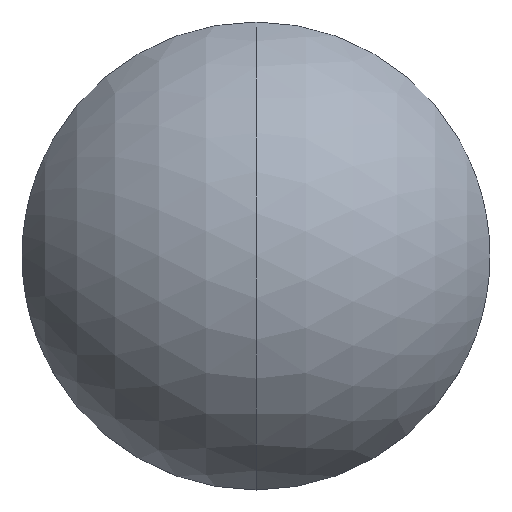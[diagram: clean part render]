
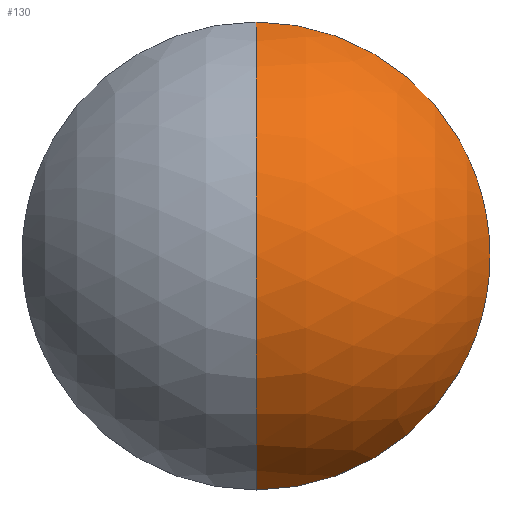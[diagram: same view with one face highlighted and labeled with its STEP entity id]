
A CAD part, top view. The second image highlights one B-rep face of the part: STEP entity #130.
In plain terms, the highlighted spherical face has radius 13.701 mm.
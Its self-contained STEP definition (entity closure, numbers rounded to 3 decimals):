
#2 = SPHERICAL_SURFACE ( 'NONE', #33, 13.701 ) ;
#9 = CARTESIAN_POINT ( 'NONE',  ( 0., 0., 5.28 ) ) ;
#27 = EDGE_CURVE ( 'NONE', #106, #225, #193, .T. ) ;
#33 = AXIS2_PLACEMENT_3D ( 'NONE', #222, #195, #163 ) ;
#43 = DIRECTION ( 'NONE',  ( 0., 1., 0. ) ) ;
#50 = DIRECTION ( 'NONE',  ( 0., 0., 1. ) ) ;
#58 = AXIS2_PLACEMENT_3D ( 'NONE', #179, #152, #124 ) ;
#63 = ORIENTED_EDGE ( 'NONE', *, *, #64, .T. ) ;
#64 = EDGE_CURVE ( 'NONE', #106, #122, #98, .T. ) ;
#66 = DIRECTION ( 'NONE',  ( 1., 0., 0. ) ) ;
#71 = DIRECTION ( 'NONE',  ( -1., 0., 0. ) ) ;
#75 = CARTESIAN_POINT ( 'NONE',  ( 0., -12.7, -3.28 ) ) ;
#87 = CARTESIAN_POINT ( 'NONE',  ( 0., 0., -8.421 ) ) ;
#93 = CARTESIAN_POINT ( 'NONE',  ( 0., 0., -8.421 ) ) ;
#98 = CIRCLE ( 'NONE', #209, 13.701 ) ;
#106 = VERTEX_POINT ( 'NONE', #9 ) ;
#122 = VERTEX_POINT ( 'NONE', #75 ) ;
#124 = DIRECTION ( 'NONE',  ( 0., 1., 0. ) ) ;
#130 = ADVANCED_FACE ( 'NONE', ( #248 ), #2, .T. ) ;
#145 = ORIENTED_EDGE ( 'NONE', *, *, #27, .F. ) ;
#152 = DIRECTION ( 'NONE',  ( 0., 0., -1. ) ) ;
#155 = ORIENTED_EDGE ( 'NONE', *, *, #232, .F. ) ;
#163 = DIRECTION ( 'NONE',  ( 0., 1., 0. ) ) ;
#179 = CARTESIAN_POINT ( 'NONE',  ( 0., 0., -3.28 ) ) ;
#186 = AXIS2_PLACEMENT_3D ( 'NONE', #93, #71, #50 ) ;
#193 = CIRCLE ( 'NONE', #186, 13.701 ) ;
#195 = DIRECTION ( 'NONE',  ( 1., 0., 0. ) ) ;
#204 = EDGE_LOOP ( 'NONE', ( #145, #63, #155 ) ) ;
#207 = CARTESIAN_POINT ( 'NONE',  ( 0., 12.7, -3.28 ) ) ;
#209 = AXIS2_PLACEMENT_3D ( 'NONE', #87, #66, #43 ) ;
#215 = CIRCLE ( 'NONE', #58, 12.7 ) ;
#222 = CARTESIAN_POINT ( 'NONE',  ( 0., 0., -8.421 ) ) ;
#225 = VERTEX_POINT ( 'NONE', #207 ) ;
#232 = EDGE_CURVE ( 'NONE', #225, #122, #215, .T. ) ;
#248 = FACE_OUTER_BOUND ( 'NONE', #204, .T. ) ;
